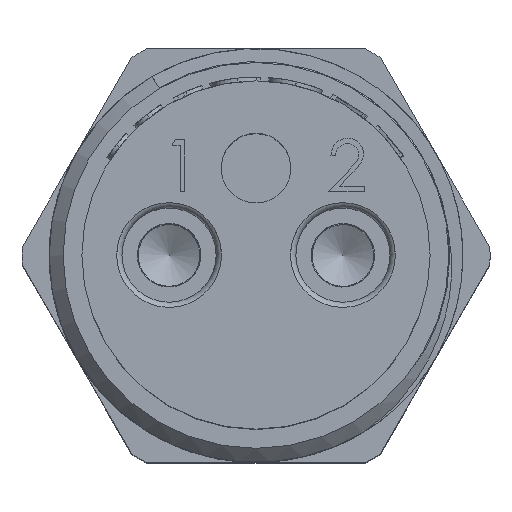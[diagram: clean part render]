
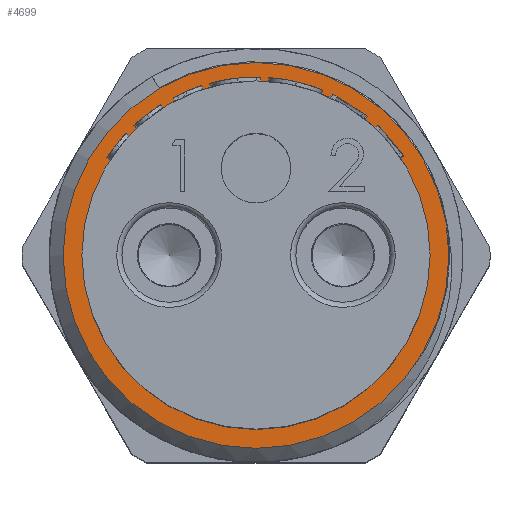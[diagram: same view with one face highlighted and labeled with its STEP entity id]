
A CAD part, top view. The second image highlights one B-rep face of the part: STEP entity #4699.
In plain terms, the highlighted planar face has unit normal (0, 0, 1).
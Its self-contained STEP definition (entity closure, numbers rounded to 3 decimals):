
#1077=PLANE('',#5102);
#1222=FACE_BOUND('',#1845,.T.);
#1487=FACE_OUTER_BOUND('',#1844,.T.);
#1844=EDGE_LOOP('',(#4311));
#1845=EDGE_LOOP('',(#4312));
#2039=CIRCLE('',#4987,7.938);
#2086=CIRCLE('',#5103,8.795);
#2438=VERTEX_POINT('',#14110);
#2530=VERTEX_POINT('',#15323);
#3010=EDGE_CURVE('',#2438,#2438,#2039,.T.);
#3142=EDGE_CURVE('',#2530,#2530,#2086,.T.);
#4311=ORIENTED_EDGE('',*,*,#3142,.T.);
#4312=ORIENTED_EDGE('',*,*,#3010,.F.);
#4699=ADVANCED_FACE('',(#1487,#1222),#1077,.F.);
#4987=AXIS2_PLACEMENT_3D('',#14111,#5844,#5845);
#5102=AXIS2_PLACEMENT_3D('',#15322,#6119,#6120);
#5103=AXIS2_PLACEMENT_3D('',#15324,#6121,#6122);
#5844=DIRECTION('center_axis',(0.,0.,
1.));
#5845=DIRECTION('ref_axis',(0.,1.,0.));
#6119=DIRECTION('center_axis',(0.,0.,
-1.));
#6120=DIRECTION('ref_axis',(-0.866,-0.5,0.));
#6121=DIRECTION('center_axis',(0.,0.,
1.));
#6122=DIRECTION('ref_axis',(-0.866,-0.5,0.));
#14110=CARTESIAN_POINT('',(2.922,-5.461,-7.936));
#14111=CARTESIAN_POINT('Origin',(-3.952,-9.43,-7.936));
#15322=CARTESIAN_POINT('Origin',(-8.667,-1.263,-7.936));
#15323=CARTESIAN_POINT('',(-11.569,-13.827,-7.936));
#15324=CARTESIAN_POINT('Origin',(-3.952,-9.43,-7.936));
